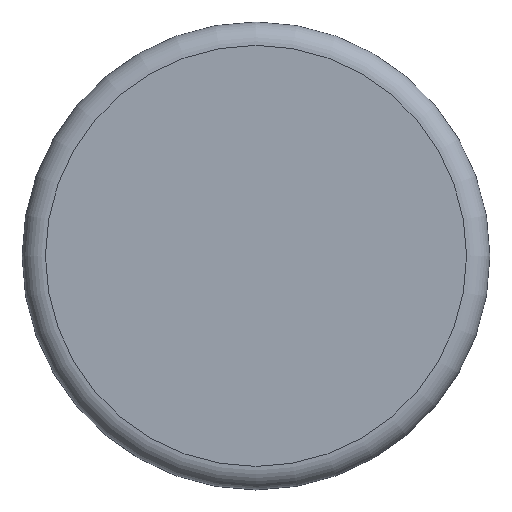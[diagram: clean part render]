
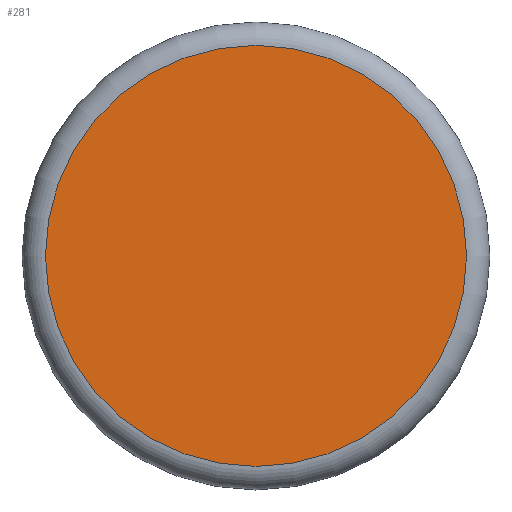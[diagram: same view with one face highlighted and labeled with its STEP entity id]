
A CAD part, top view. The second image highlights one B-rep face of the part: STEP entity #281.
In plain terms, the highlighted planar face has unit normal (0, 0, 1).
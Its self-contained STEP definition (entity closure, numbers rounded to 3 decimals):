
#260 = VERTEX_POINT('',#261);
#261 = CARTESIAN_POINT('',(-18.,0.,35.));
#270 = EDGE_CURVE('',#260,#260,#271,.T.);
#271 = CIRCLE('',#272,18.);
#272 = AXIS2_PLACEMENT_3D('',#273,#274,#275);
#273 = CARTESIAN_POINT('',(0.,0.,35.));
#274 = DIRECTION('',(0.,0.,1.));
#275 = DIRECTION('',(-1.,-0.,0.));
#281 = ADVANCED_FACE('',(#282),#285,.T.);
#282 = FACE_BOUND('',#283,.T.);
#283 = EDGE_LOOP('',(#284));
#284 = ORIENTED_EDGE('',*,*,#270,.T.);
#285 = PLANE('',#286);
#286 = AXIS2_PLACEMENT_3D('',#287,#288,#289);
#287 = CARTESIAN_POINT('',(0.,0.,35.));
#288 = DIRECTION('',(0.,0.,1.));
#289 = DIRECTION('',(-1.,0.,0.));
